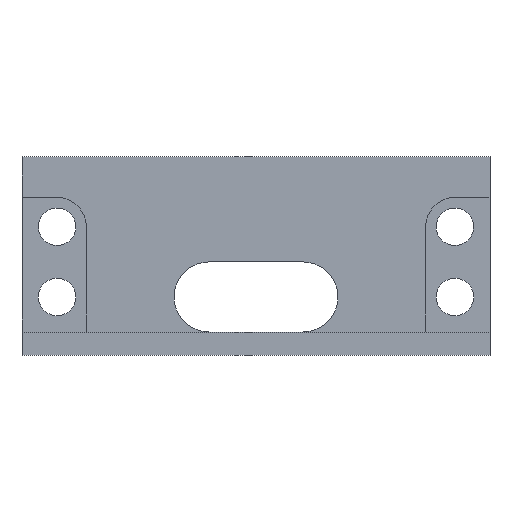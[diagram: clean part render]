
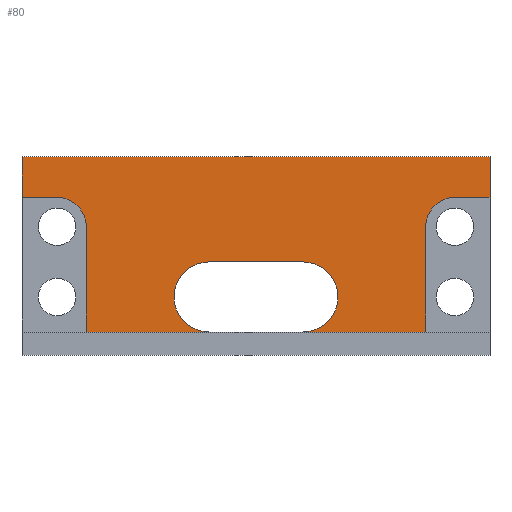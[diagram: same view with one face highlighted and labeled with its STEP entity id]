
A CAD part, front view. The second image highlights one B-rep face of the part: STEP entity #80.
In plain terms, the highlighted planar face has unit normal (0, -1, 0).
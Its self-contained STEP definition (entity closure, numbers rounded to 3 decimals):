
#7 = VECTOR ( 'NONE', #672, 1000. ) ;
#11 = EDGE_CURVE ( 'NONE', #42, #277, #904, .T. ) ;
#15 = ORIENTED_EDGE ( 'NONE', *, *, #155, .T. ) ;
#17 = LINE ( 'NONE', #313, #531 ) ;
#26 = CARTESIAN_POINT ( 'NONE',  ( 5.5, 2., 0. ) ) ;
#30 = CARTESIAN_POINT ( 'NONE',  ( 34.5, 2., 9. ) ) ;
#42 = VERTEX_POINT ( 'NONE', #918 ) ;
#44 = EDGE_CURVE ( 'NONE', #268, #900, #109, .T. ) ;
#46 = PLANE ( 'NONE',  #902 ) ;
#47 = ORIENTED_EDGE ( 'NONE', *, *, #194, .T. ) ;
#57 = CARTESIAN_POINT ( 'NONE',  ( 24., 2., 0. ) ) ;
#59 = VERTEX_POINT ( 'NONE', #415 ) ;
#72 = DIRECTION ( 'NONE',  ( 0., 1., 0. ) ) ;
#79 = LINE ( 'NONE', #509, #7 ) ;
#80 = ADVANCED_FACE ( 'NONE', ( #625 ), #46, .T. ) ;
#91 = ORIENTED_EDGE ( 'NONE', *, *, #345, .T. ) ;
#109 = LINE ( 'NONE', #30, #111 ) ;
#111 = VECTOR ( 'NONE', #406, 1000. ) ;
#128 = AXIS2_PLACEMENT_3D ( 'NONE', #291, #195, #656 ) ;
#129 = CIRCLE ( 'NONE', #248, 3. ) ;
#134 = ORIENTED_EDGE ( 'NONE', *, *, #536, .T. ) ;
#148 = ORIENTED_EDGE ( 'NONE', *, *, #673, .T. ) ;
#151 = CARTESIAN_POINT ( 'NONE',  ( 3., 2., 11.5 ) ) ;
#153 = DIRECTION ( 'NONE',  ( 0., 0., -1. ) ) ;
#155 = EDGE_CURVE ( 'NONE', #544, #678, #279, .T. ) ;
#164 = ORIENTED_EDGE ( 'NONE', *, *, #505, .T. ) ;
#169 = DIRECTION ( 'NONE',  ( 0., 0., -1. ) ) ;
#174 = LINE ( 'NONE', #529, #458 ) ;
#183 = EDGE_CURVE ( 'NONE', #277, #239, #576, .T. ) ;
#194 = EDGE_CURVE ( 'NONE', #239, #853, #793, .T. ) ;
#195 = DIRECTION ( 'NONE',  ( 0., 1., 0. ) ) ;
#201 = CARTESIAN_POINT ( 'NONE',  ( 5.5, 2., 0. ) ) ;
#204 = VECTOR ( 'NONE', #566, 1000. ) ;
#225 = ORIENTED_EDGE ( 'NONE', *, *, #820, .T. ) ;
#226 = CARTESIAN_POINT ( 'NONE',  ( 24., 2., 3. ) ) ;
#233 = CARTESIAN_POINT ( 'NONE',  ( 40., 2., 15. ) ) ;
#238 = DIRECTION ( 'NONE',  ( 1., 0., 0. ) ) ;
#239 = VERTEX_POINT ( 'NONE', #151 ) ;
#248 = AXIS2_PLACEMENT_3D ( 'NONE', #226, #819, #153 ) ;
#249 = DIRECTION ( 'NONE',  ( 0., -1., 0. ) ) ;
#268 = VERTEX_POINT ( 'NONE', #737 ) ;
#277 = VERTEX_POINT ( 'NONE', #521 ) ;
#279 = LINE ( 'NONE', #862, #579 ) ;
#287 = CARTESIAN_POINT ( 'NONE',  ( 37., 2., 11.5 ) ) ;
#291 = CARTESIAN_POINT ( 'NONE',  ( 3., 2., 9. ) ) ;
#294 = VECTOR ( 'NONE', #950, 1000. ) ;
#299 = CIRCLE ( 'NONE', #426, 2.5 ) ;
#313 = CARTESIAN_POINT ( 'NONE',  ( 5.5, 2., 9. ) ) ;
#345 = EDGE_CURVE ( 'NONE', #908, #508, #907, .T. ) ;
#347 = CARTESIAN_POINT ( 'NONE',  ( 34.5, 2., 9. ) ) ;
#348 = DIRECTION ( 'NONE',  ( 1., 0., 0. ) ) ;
#366 = DIRECTION ( 'NONE',  ( 0., 0., 1. ) ) ;
#371 = EDGE_CURVE ( 'NONE', #721, #59, #869, .T. ) ;
#374 = ORIENTED_EDGE ( 'NONE', *, *, #183, .T. ) ;
#378 = CARTESIAN_POINT ( 'NONE',  ( 24., 2., 6. ) ) ;
#385 = CARTESIAN_POINT ( 'NONE',  ( 16., 2., 3. ) ) ;
#406 = DIRECTION ( 'NONE',  ( 0., 0., 1. ) ) ;
#415 = CARTESIAN_POINT ( 'NONE',  ( 16., 2., 0. ) ) ;
#426 = AXIS2_PLACEMENT_3D ( 'NONE', #664, #72, #366 ) ;
#458 = VECTOR ( 'NONE', #915, 1000. ) ;
#460 = CARTESIAN_POINT ( 'NONE',  ( 40., 2., 11.5 ) ) ;
#467 = CARTESIAN_POINT ( 'NONE',  ( 3., 2., 9. ) ) ;
#502 = AXIS2_PLACEMENT_3D ( 'NONE', #385, #609, #621 ) ;
#505 = EDGE_CURVE ( 'NONE', #863, #268, #727, .T. ) ;
#508 = VERTEX_POINT ( 'NONE', #378 ) ;
#509 = CARTESIAN_POINT ( 'NONE',  ( 40., 2., 15. ) ) ;
#521 = CARTESIAN_POINT ( 'NONE',  ( 0., 2., 11.5 ) ) ;
#529 = CARTESIAN_POINT ( 'NONE',  ( 40., 2., 11.5 ) ) ;
#531 = VECTOR ( 'NONE', #169, 1000. ) ;
#536 = EDGE_CURVE ( 'NONE', #767, #42, #79, .T. ) ;
#537 = CARTESIAN_POINT ( 'NONE',  ( 0., 2., 15. ) ) ;
#539 = VECTOR ( 'NONE', #563, 1000. ) ;
#541 = DIRECTION ( 'NONE',  ( 0., 0., -1. ) ) ;
#544 = VERTEX_POINT ( 'NONE', #287 ) ;
#554 = ORIENTED_EDGE ( 'NONE', *, *, #44, .T. ) ;
#563 = DIRECTION ( 'NONE',  ( 1., 0., 0. ) ) ;
#566 = DIRECTION ( 'NONE',  ( 1., 0., 0. ) ) ;
#576 = LINE ( 'NONE', #733, #204 ) ;
#579 = VECTOR ( 'NONE', #348, 1000. ) ;
#609 = DIRECTION ( 'NONE',  ( 0., 1., 0. ) ) ;
#621 = DIRECTION ( 'NONE',  ( 0., 0., -1. ) ) ;
#625 = FACE_OUTER_BOUND ( 'NONE', #663, .T. ) ;
#646 = EDGE_CURVE ( 'NONE', #900, #544, #299, .T. ) ;
#656 = DIRECTION ( 'NONE',  ( 0., 0., -1. ) ) ;
#663 = EDGE_LOOP ( 'NONE', ( #945, #91, #148, #164, #554, #815, #15, #914, #134, #738, #374, #47, #225, #872 ) ) ;
#664 = CARTESIAN_POINT ( 'NONE',  ( 37., 2., 9. ) ) ;
#672 = DIRECTION ( 'NONE',  ( -1., 0., 0. ) ) ;
#673 = EDGE_CURVE ( 'NONE', #508, #863, #129, .T. ) ;
#678 = VERTEX_POINT ( 'NONE', #460 ) ;
#709 = EDGE_CURVE ( 'NONE', #59, #908, #922, .T. ) ;
#721 = VERTEX_POINT ( 'NONE', #26 ) ;
#727 = LINE ( 'NONE', #804, #294 ) ;
#732 = CARTESIAN_POINT ( 'NONE',  ( 16., 2., 6. ) ) ;
#733 = CARTESIAN_POINT ( 'NONE',  ( 3., 2., 11.5 ) ) ;
#737 = CARTESIAN_POINT ( 'NONE',  ( 34.5, 2., 0. ) ) ;
#738 = ORIENTED_EDGE ( 'NONE', *, *, #11, .T. ) ;
#745 = DIRECTION ( 'NONE',  ( 0., 0., -1. ) ) ;
#757 = CARTESIAN_POINT ( 'NONE',  ( 16., 2., 6. ) ) ;
#767 = VERTEX_POINT ( 'NONE', #233 ) ;
#768 = EDGE_CURVE ( 'NONE', #678, #767, #174, .T. ) ;
#784 = CARTESIAN_POINT ( 'NONE',  ( 5.5, 2., 9. ) ) ;
#793 = CIRCLE ( 'NONE', #128, 2.5 ) ;
#804 = CARTESIAN_POINT ( 'NONE',  ( 5.5, 2., 0. ) ) ;
#815 = ORIENTED_EDGE ( 'NONE', *, *, #646, .T. ) ;
#819 = DIRECTION ( 'NONE',  ( 0., 1., 0. ) ) ;
#820 = EDGE_CURVE ( 'NONE', #853, #721, #17, .T. ) ;
#853 = VERTEX_POINT ( 'NONE', #784 ) ;
#856 = VECTOR ( 'NONE', #745, 1000. ) ;
#862 = CARTESIAN_POINT ( 'NONE',  ( 37., 2., 11.5 ) ) ;
#863 = VERTEX_POINT ( 'NONE', #57 ) ;
#869 = LINE ( 'NONE', #201, #539 ) ;
#872 = ORIENTED_EDGE ( 'NONE', *, *, #371, .T. ) ;
#900 = VERTEX_POINT ( 'NONE', #347 ) ;
#902 = AXIS2_PLACEMENT_3D ( 'NONE', #467, #249, #541 ) ;
#904 = LINE ( 'NONE', #537, #856 ) ;
#907 = LINE ( 'NONE', #757, #933 ) ;
#908 = VERTEX_POINT ( 'NONE', #732 ) ;
#914 = ORIENTED_EDGE ( 'NONE', *, *, #768, .T. ) ;
#915 = DIRECTION ( 'NONE',  ( 0., 0., 1. ) ) ;
#918 = CARTESIAN_POINT ( 'NONE',  ( 0., 2., 15. ) ) ;
#922 = CIRCLE ( 'NONE', #502, 3. ) ;
#933 = VECTOR ( 'NONE', #238, 1000. ) ;
#945 = ORIENTED_EDGE ( 'NONE', *, *, #709, .T. ) ;
#950 = DIRECTION ( 'NONE',  ( 1., 0., 0. ) ) ;
